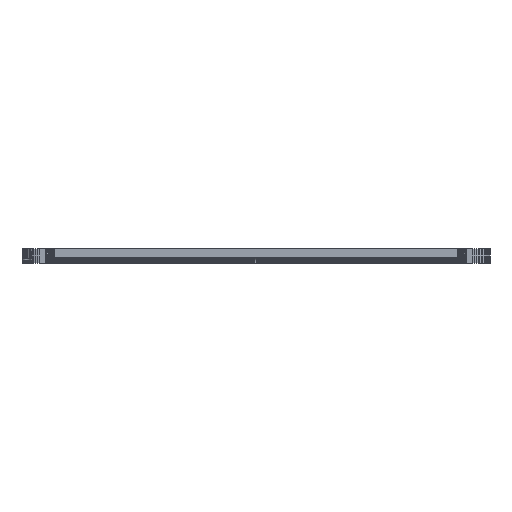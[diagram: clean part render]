
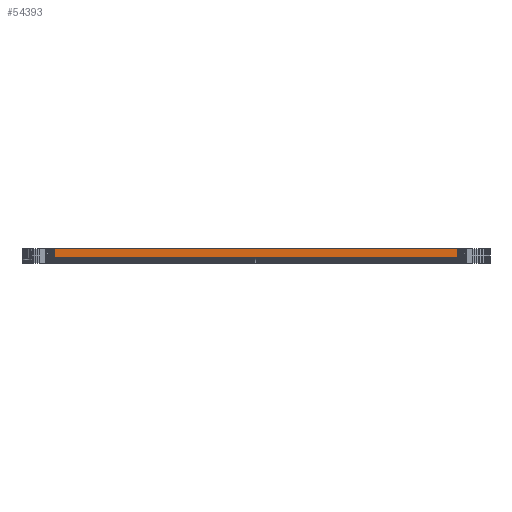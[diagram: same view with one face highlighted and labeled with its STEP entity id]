
A CAD part, front view. The second image highlights one B-rep face of the part: STEP entity #54393.
In plain terms, the highlighted planar face has unit normal (0, -1, 0).
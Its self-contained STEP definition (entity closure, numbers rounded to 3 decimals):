
#603 = VERTEX_POINT('',#604);
#604 = CARTESIAN_POINT('',(-23.3,-18.477,
    1.855));
#610 = EDGE_CURVE('',#611,#603,#613,.T.);
#611 = VERTEX_POINT('',#612);
#612 = CARTESIAN_POINT('',(23.3,-18.477,
    1.855));
#613 = LINE('',#614,#615);
#614 = CARTESIAN_POINT('',(23.3,-18.477,
    1.855));
#615 = VECTOR('',#616,1.);
#616 = DIRECTION('',(-1.,0.,0.));
#54333 = EDGE_CURVE('',#611,#54334,#54336,.T.);
#54334 = VERTEX_POINT('',#54335);
#54335 = CARTESIAN_POINT('',(23.3,-18.477,
    0.8));
#54336 = LINE('',#54337,#54338);
#54337 = CARTESIAN_POINT('',(23.3,-18.477,
    1.855));
#54338 = VECTOR('',#54339,1.);
#54339 = DIRECTION('',(0.,0.,-1.));
#54393 = ADVANCED_FACE('',(#54394),#54412,.T.);
#54394 = FACE_BOUND('',#54395,.T.);
#54395 = EDGE_LOOP('',(#54396,#54397,#54398,#54406));
#54396 = ORIENTED_EDGE('',*,*,#54333,.F.);
#54397 = ORIENTED_EDGE('',*,*,#610,.T.);
#54398 = ORIENTED_EDGE('',*,*,#54399,.F.);
#54399 = EDGE_CURVE('',#54400,#603,#54402,.T.);
#54400 = VERTEX_POINT('',#54401);
#54401 = CARTESIAN_POINT('',(-23.3,-18.477,
    0.8));
#54402 = LINE('',#54403,#54404);
#54403 = CARTESIAN_POINT('',(-23.3,-18.477,
    0.8));
#54404 = VECTOR('',#54405,1.);
#54405 = DIRECTION('',(0.,0.,1.));
#54406 = ORIENTED_EDGE('',*,*,#54407,.T.);
#54407 = EDGE_CURVE('',#54400,#54334,#54408,.T.);
#54408 = LINE('',#54409,#54410);
#54409 = CARTESIAN_POINT('',(-23.3,-18.477,
    0.8));
#54410 = VECTOR('',#54411,1.);
#54411 = DIRECTION('',(1.,0.,0.));
#54412 = PLANE('',#54413);
#54413 = AXIS2_PLACEMENT_3D('',#54414,#54415,#54416);
#54414 = CARTESIAN_POINT('',(0.,-18.477,1.327));
#54415 = DIRECTION('',(-0.,-1.,-0.));
#54416 = DIRECTION('',(0.,0.,-1.));
